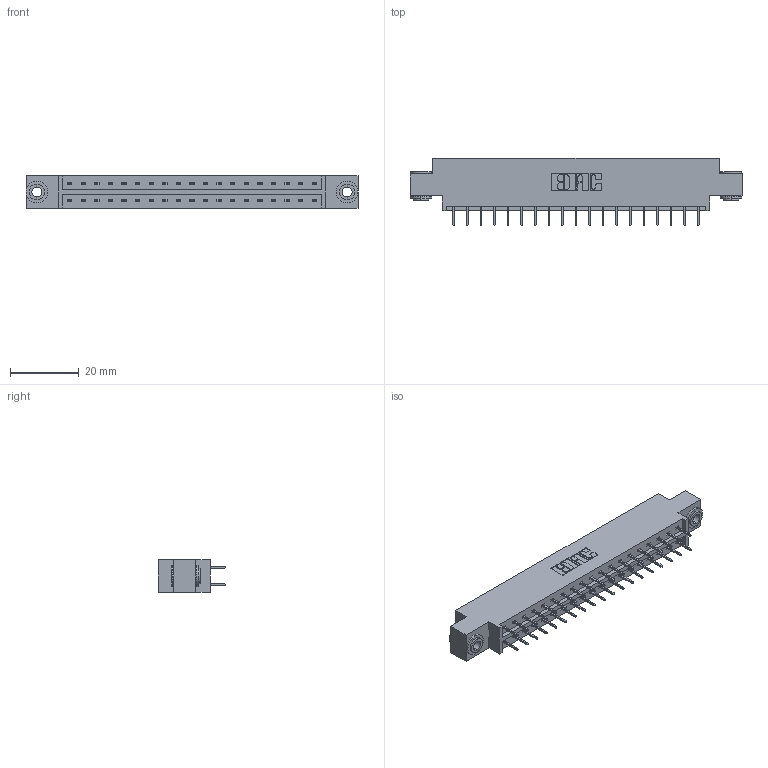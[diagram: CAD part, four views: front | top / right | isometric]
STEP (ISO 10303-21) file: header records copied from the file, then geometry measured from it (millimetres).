
FILE_DESCRIPTION (( 'STEP AP203' ), '1' );
FILE_NAME ('833-038-524-803.STEP', '2020-06-03T07:17:27', ( '' ), ( '' ), 'SwSTEP 2.0', 'SolidWorks 2020', '' );
FILE_SCHEMA (( 'CONFIG_CONTROL_DESIGN' ));
Length unit declared in the file: inch
Products named in the file (4): 833 Part_Offset - .156 Dia - TH; 345-292-001_345-293-124; 833-038-524-803; 345-250-002_345-250-002-102
Assembly tree (41 placements, depth 2):
  833-038-524-803
    833 Part_Offset - .156 Dia - TH
    345-292-001_345-293-124  x38
    345-250-002_345-250-002-102  x2
Bounding box: 96.82 x 19.69 x 9.4 mm (x, y, z)
Volume: 9404.3 mm3; surface area: 11140.2 mm2
Topology: 41 solids, 41 shells, 2284 faces, 6441 edges, 4138 vertices
Faces by surface type: plane 1680, cylinder 596, cone 8
Entity records: 16054 total; most frequent: CARTESIAN_POINT 2665, ORIENTED_EDGE 2594, DIRECTION 2351, EDGE_CURVE 1297, VECTOR 1149, LINE 1149, VERTEX_POINT 858, AXIS2_PLACEMENT_3D 601
